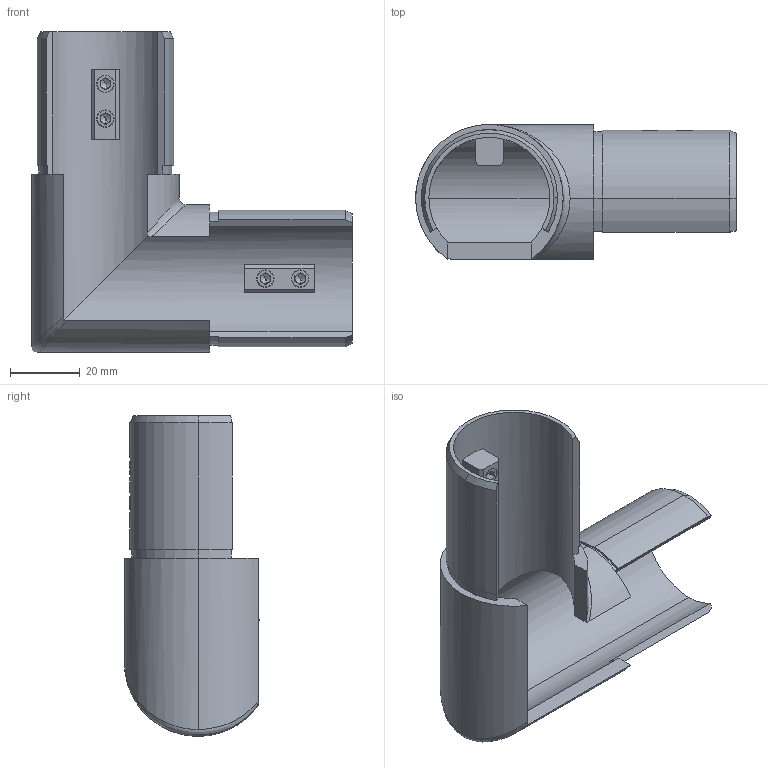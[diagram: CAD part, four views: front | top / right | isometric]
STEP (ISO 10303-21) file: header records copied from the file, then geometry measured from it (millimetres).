
FILE_DESCRIPTION (( 'STEP AP203' ), '1' );
FILE_NAME ('60322-240.step', '2019-08-19T09:01:06', ( '' ), ( '' ), 'SwSTEP 2.0', 'SolidWorks 2015', '' );
FILE_SCHEMA (( 'CONFIG_CONTROL_DESIGN' ));
Length unit declared in the file: millimetre
Products named in the file (3): DIN913_DIN 913 M6x10; 6032X-240 Teil1 Konfig Verlaufecke Nutrohr_60322-240 Teil1; 60322-240
Assembly tree (5 placements, depth 2):
  60322-240
    6032X-240 Teil1 Konfig Verlaufecke Nutrohr_60322-240 Teil1
    DIN913_DIN 913 M6x10  x4
Bounding box: 92.2 x 38.87 x 92.2 mm (x, y, z)
Volume: 37973.9 mm3; surface area: 28094.3 mm2
Topology: 5 solids, 5 shells, 390 faces, 1011 edges, 651 vertices
Faces by surface type: plane 203, bspline 117, cylinder 40, cone 30
Entity records: 21522 total; most frequent: CARTESIAN_POINT 13877, ORIENTED_EDGE 1714, DIRECTION 1104, EDGE_CURVE 857, VERTEX_POINT 564, LINE 526, VECTOR 526, EDGE_LOOP 359
